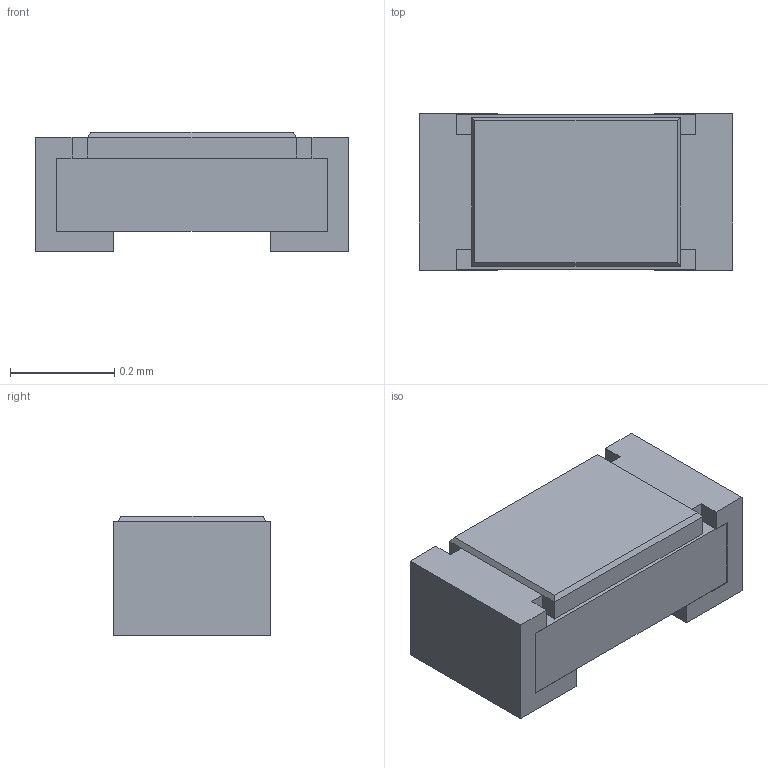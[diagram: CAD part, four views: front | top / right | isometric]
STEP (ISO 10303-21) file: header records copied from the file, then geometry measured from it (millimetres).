
FILE_DESCRIPTION (( 'STEP AP214' ), '1' );
FILE_NAME ('User Library-res0201-1.STEP', '2013-04-08T07:45:27', ( 'Windows User' ), ( '' ), 'SwSTEP 2.0', 'SolidWorks 2013', '' );
FILE_SCHEMA (( 'AUTOMOTIVE_DESIGN' ));
Length unit declared in the file: millimetre
Products named in the file (1): User Library-res0201-1
Bounding box: 0.6 x 0.3 x 0.23 mm (x, y, z)
Volume: 0 mm3; surface area: 0.8 mm2
Topology: 1 solids, 1 shells, 48 faces, 122 edges, 76 vertices
Faces by surface type: plane 48
Entity records: 1960 total; most frequent: CARTESIAN_POINT 247, ORIENTED_EDGE 244, DIRECTION 220, LINE 122, VECTOR 122, EDGE_CURVE 122, VERTEX_POINT 76, UNCERTAINTY_MEASURE_WITH_UNIT 51
